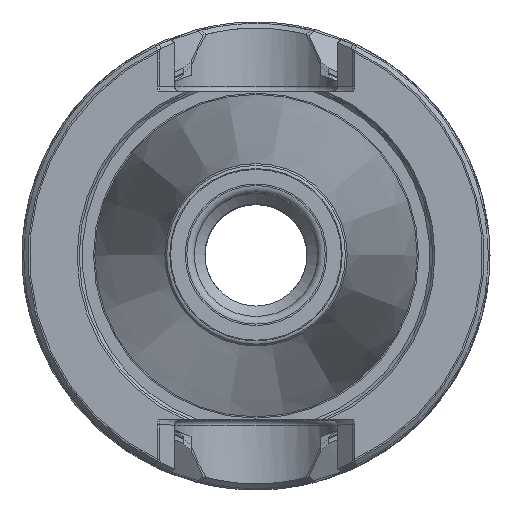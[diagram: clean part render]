
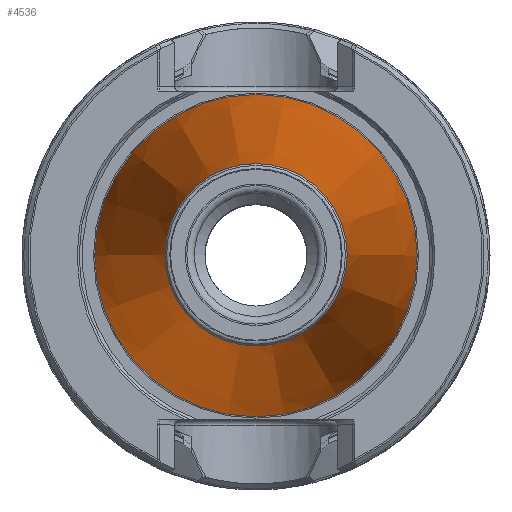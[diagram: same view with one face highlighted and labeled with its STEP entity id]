
A CAD part, top view. The second image highlights one B-rep face of the part: STEP entity #4536.
In plain terms, the highlighted conical face has half-angle 8.297 degrees and reference radius 8.959 mm.
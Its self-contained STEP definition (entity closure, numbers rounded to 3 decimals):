
#539=CONICAL_SURFACE('',#4874,8.959,0.145);
#1046=ORIENTED_EDGE('',*,*,#1659,.T.);
#1047=ORIENTED_EDGE('',*,*,#1660,.T.);
#1659=EDGE_CURVE('',#2024,#2024,#2255,.F.);
#1660=EDGE_CURVE('',#2025,#2025,#2256,.T.);
#2024=VERTEX_POINT('',#6790);
#2025=VERTEX_POINT('',#6793);
#2255=CIRCLE('',#4873,9.022);
#2256=CIRCLE('',#4875,15.952);
#2509=EDGE_LOOP('',(#1046));
#2510=EDGE_LOOP('',(#1047));
#2803=FACE_BOUND('',#2509,.T.);
#2804=FACE_BOUND('',#2510,.T.);
#4536=ADVANCED_FACE('',(#2803,#2804),#539,.T.);
#4873=AXIS2_PLACEMENT_3D('',#6789,#5568,#5569);
#4874=AXIS2_PLACEMENT_3D('',#6791,#5570,#5571);
#4875=AXIS2_PLACEMENT_3D('',#6792,#5572,#5573);
#5568=DIRECTION('',(0.,0.,1.));
#5569=DIRECTION('',(1.,0.,0.));
#5570=DIRECTION('',(0.,0.,-1.));
#5571=DIRECTION('',(-1.,0.,0.));
#5572=DIRECTION('',(0.,0.,1.));
#5573=DIRECTION('',(1.,0.,0.));
#6789=CARTESIAN_POINT('',(0.,0.,48.172));
#6790=CARTESIAN_POINT('',(9.022,0.,48.172));
#6791=CARTESIAN_POINT('',(0.,0.,48.6));
#6792=CARTESIAN_POINT('',(0.,0.,0.65));
#6793=CARTESIAN_POINT('',(15.952,0.,0.65));
